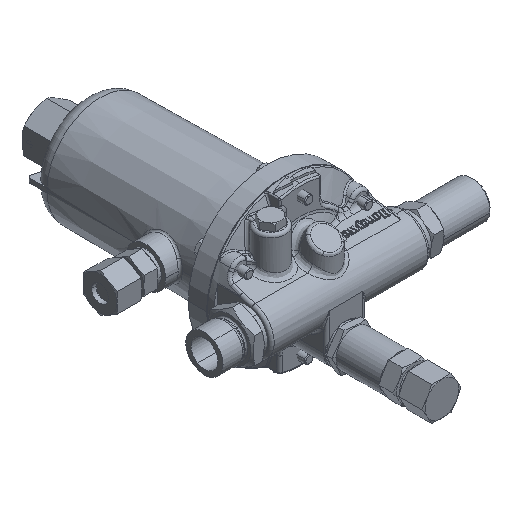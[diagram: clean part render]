
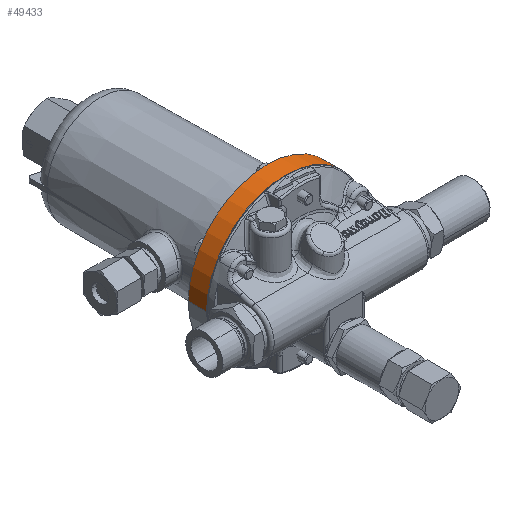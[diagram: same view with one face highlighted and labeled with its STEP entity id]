
A CAD part, isometric view. The second image highlights one B-rep face of the part: STEP entity #49433.
In plain terms, the highlighted cylindrical face has radius 56 mm (diameter 112 mm), a partial arc.
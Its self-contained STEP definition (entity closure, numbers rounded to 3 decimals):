
#2809 = EDGE_LOOP ( 'NONE', ( #38239, #42772, #12736, #45249 ) ) ;
#3954 = EDGE_CURVE ( 'Defeature ausgef�hrt1_3+Defeature ausgef�hrt1_8+Defeature ausgef�hrt1_8+Defeature ausgef�hrt1_8', #37567, #59030, #22225, .T. ) ;
#7306 = DIRECTION ( 'NONE',  ( 0., -1., 0. ) ) ;
#7499 = AXIS2_PLACEMENT_3D ( 'NONE', #21426, #15816, #46339 ) ;
#10472 = CARTESIAN_POINT ( 'NONE',  ( 56., 25., 0. ) ) ;
#11950 = CARTESIAN_POINT ( 'NONE',  ( 0., 38., 0. ) ) ;
#12304 = CARTESIAN_POINT ( 'NONE',  ( 0., 25., 0. ) ) ;
#12736 = ORIENTED_EDGE ( 'NONE', *, *, #54029, .T. ) ;
#14746 = CARTESIAN_POINT ( 'NONE',  ( -56., 38., 0. ) ) ;
#15816 = DIRECTION ( 'NONE',  ( 0., -1., 0. ) ) ;
#15972 = VERTEX_POINT ( 'NONE', #10472 ) ;
#17531 = DIRECTION ( 'NONE',  ( 0., -1., 0. ) ) ;
#17829 = DIRECTION ( 'NONE',  ( 0., -1., 0. ) ) ;
#21426 = CARTESIAN_POINT ( 'NONE',  ( 0., -19.56, 0. ) ) ;
#22225 = CIRCLE ( 'NONE', #51834, 56. ) ;
#26351 = CYLINDRICAL_SURFACE ( 'NONE', #7499, 56. ) ;
#26775 = CIRCLE ( 'NONE', #53648, 56. ) ;
#28505 = DIRECTION ( 'NONE',  ( -1., 0., 0. ) ) ;
#31426 = DIRECTION ( 'NONE',  ( 0., -1., 0. ) ) ;
#33148 = LINE ( 'NONE', #38351, #52508 ) ;
#33708 = CARTESIAN_POINT ( 'NONE',  ( -56., 25., 0. ) ) ;
#36810 = CARTESIAN_POINT ( 'NONE',  ( 56., -19.56, 0. ) ) ;
#37567 = VERTEX_POINT ( 'NONE', #65581 ) ;
#38239 = ORIENTED_EDGE ( 'NONE', *, *, #52046, .F. ) ;
#38351 = CARTESIAN_POINT ( 'NONE',  ( -56., -19.56, 0. ) ) ;
#42271 = VECTOR ( 'NONE', #31426, 1000. ) ;
#42772 = ORIENTED_EDGE ( 'NONE', *, *, #3954, .T. ) ;
#44877 = VERTEX_POINT ( 'NONE', #33708 ) ;
#45249 = ORIENTED_EDGE ( 'NONE', *, *, #66888, .F. ) ;
#46339 = DIRECTION ( 'NONE',  ( -1., 0., 0. ) ) ;
#49433 = ADVANCED_FACE ( 'Defeature ausgef�hrt1_3', ( #58797 ), #26351, .T. ) ;
#51834 = AXIS2_PLACEMENT_3D ( 'NONE', #11950, #17829, #28505 ) ;
#52046 = EDGE_CURVE ( 'NONE', #37567, #15972, #59356, .T. ) ;
#52508 = VECTOR ( 'NONE', #7306, 1000. ) ;
#53648 = AXIS2_PLACEMENT_3D ( 'NONE', #12304, #17531, #58956 ) ;
#54029 = EDGE_CURVE ( 'NONE', #59030, #44877, #33148, .T. ) ;
#58797 = FACE_OUTER_BOUND ( 'NONE', #2809, .T. ) ;
#58956 = DIRECTION ( 'NONE',  ( -1., 0., 0. ) ) ;
#59030 = VERTEX_POINT ( 'NONE', #14746 ) ;
#59356 = LINE ( 'NONE', #36810, #42271 ) ;
#65581 = CARTESIAN_POINT ( 'NONE',  ( 56., 38., 0. ) ) ;
#66888 = EDGE_CURVE ( 'Defeature ausgef�hrt1_0+Defeature ausgef�hrt1_3+Defeature ausgef�hrt1_3+Defeature ausgef�hrt1_3', #15972, #44877, #26775, .T. ) ;
